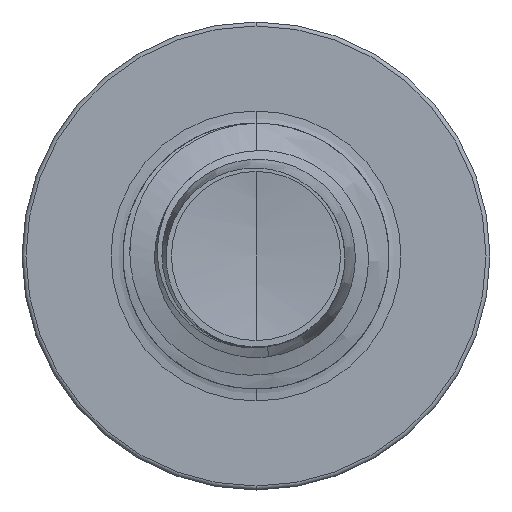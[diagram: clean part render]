
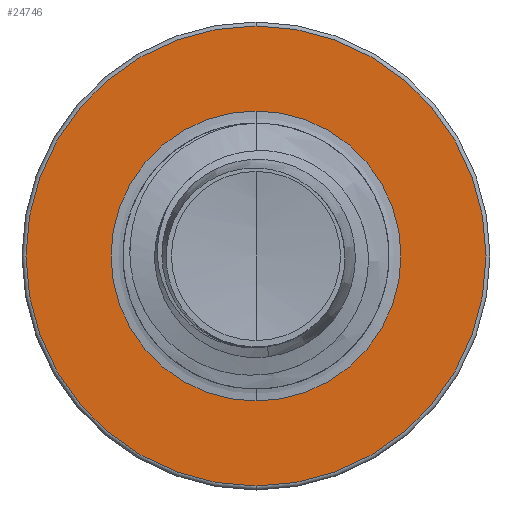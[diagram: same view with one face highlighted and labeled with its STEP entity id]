
A CAD part, front view. The second image highlights one B-rep face of the part: STEP entity #24746.
In plain terms, the highlighted planar face has unit normal (0, -1, 0).
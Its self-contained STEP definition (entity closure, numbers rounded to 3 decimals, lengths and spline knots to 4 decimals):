
#130 = PLANE ( 'NONE',  #17239 ) ;
#571 = CARTESIAN_POINT ( 'NONE',  ( 0., 10., 0. ) ) ;
#1253 = DIRECTION ( 'NONE',  ( 0., 1., 0. ) ) ;
#2361 = VERTEX_POINT ( 'NONE', #2553 ) ;
#2553 = CARTESIAN_POINT ( 'NONE',  ( 0., 10., -2.1625 ) ) ;
#3014 = DIRECTION ( 'NONE',  ( 0., 0., 1. ) ) ;
#3016 = CARTESIAN_POINT ( 'NONE',  ( 0., 10., 0. ) ) ;
#3089 = CARTESIAN_POINT ( 'NONE',  ( 0., 10., 2.1625 ) ) ;
#3461 = DIRECTION ( 'NONE',  ( 0., 0., 1. ) ) ;
#3499 = CARTESIAN_POINT ( 'NONE',  ( 0., 10., 1.3632 ) ) ;
#3505 = AXIS2_PLACEMENT_3D ( 'NONE', #20282, #4058, #22854 ) ;
#3670 = EDGE_CURVE ( 'NONE', #27438, #2361, #26516, .T. ) ;
#4058 = DIRECTION ( 'NONE',  ( 0., 1., 0. ) ) ;
#4377 = EDGE_CURVE ( 'NONE', #29172, #10615, #17278, .T. ) ;
#5964 = DIRECTION ( 'NONE',  ( 0., 0., 1. ) ) ;
#7218 = CIRCLE ( 'NONE', #11118, 2.1625 ) ;
#8719 = CARTESIAN_POINT ( 'NONE',  ( 0., 10., -1.3632 ) ) ;
#9342 = ORIENTED_EDGE ( 'NONE', *, *, #3670, .F. ) ;
#9370 = ORIENTED_EDGE ( 'NONE', *, *, #18593, .F. ) ;
#10174 = ORIENTED_EDGE ( 'NONE', *, *, #18501, .T. ) ;
#10615 = VERTEX_POINT ( 'NONE', #3499 ) ;
#11118 = AXIS2_PLACEMENT_3D ( 'NONE', #17696, #1253, #20380 ) ;
#13194 = AXIS2_PLACEMENT_3D ( 'NONE', #3016, #21945, #5964 ) ;
#15670 = EDGE_LOOP ( 'NONE', ( #9342, #9370 ) ) ;
#17239 = AXIS2_PLACEMENT_3D ( 'NONE', #8719, #19329, #3014 ) ;
#17278 = CIRCLE ( 'NONE', #13194, 1.3632 ) ;
#17696 = CARTESIAN_POINT ( 'NONE',  ( 0., 10., 0. ) ) ;
#18402 = FACE_BOUND ( 'NONE', #22240, .T. ) ;
#18501 = EDGE_CURVE ( 'NONE', #10615, #29172, #21340, .T. ) ;
#18593 = EDGE_CURVE ( 'NONE', #2361, #27438, #7218, .T. ) ;
#18631 = AXIS2_PLACEMENT_3D ( 'NONE', #571, #19748, #3461 ) ;
#19329 = DIRECTION ( 'NONE',  ( 0., 1., 0. ) ) ;
#19748 = DIRECTION ( 'NONE',  ( 0., 1., 0. ) ) ;
#20282 = CARTESIAN_POINT ( 'NONE',  ( 0., 10., 0. ) ) ;
#20380 = DIRECTION ( 'NONE',  ( 0., 0., 1. ) ) ;
#21340 = CIRCLE ( 'NONE', #3505, 1.3632 ) ;
#21945 = DIRECTION ( 'NONE',  ( 0., 1., 0. ) ) ;
#22240 = EDGE_LOOP ( 'NONE', ( #10174, #24819 ) ) ;
#22854 = DIRECTION ( 'NONE',  ( 0., 0., 1. ) ) ;
#24746 = ADVANCED_FACE ( 'NONE', ( #25271, #18402 ), #130, .F. ) ;
#24819 = ORIENTED_EDGE ( 'NONE', *, *, #4377, .T. ) ;
#25271 = FACE_OUTER_BOUND ( 'NONE', #15670, .T. ) ;
#26516 = CIRCLE ( 'NONE', #18631, 2.1625 ) ;
#27438 = VERTEX_POINT ( 'NONE', #3089 ) ;
#29172 = VERTEX_POINT ( 'NONE', #33539 ) ;
#33539 = CARTESIAN_POINT ( 'NONE',  ( 0., 10., -1.3632 ) ) ;
